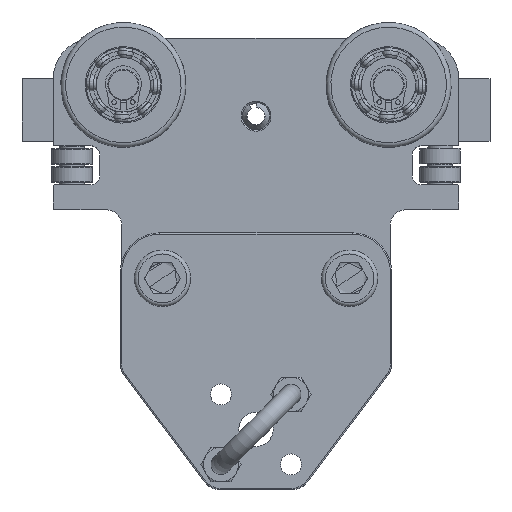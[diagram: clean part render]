
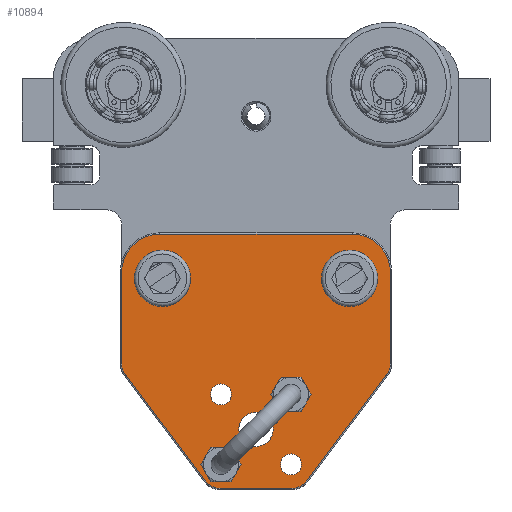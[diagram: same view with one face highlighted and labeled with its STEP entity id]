
A CAD part, top view. The second image highlights one B-rep face of the part: STEP entity #10894.
In plain terms, the highlighted face is planar.
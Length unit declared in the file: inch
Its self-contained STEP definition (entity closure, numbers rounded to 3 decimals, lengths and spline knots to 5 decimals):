
#1068=FACE_BOUND('',#2589,.T.);
#1069=FACE_BOUND('',#2590,.T.);
#1070=FACE_BOUND('',#2591,.T.);
#1071=FACE_BOUND('',#2592,.T.);
#1072=FACE_BOUND('',#2593,.T.);
#1073=FACE_BOUND('',#2594,.T.);
#1074=FACE_BOUND('',#2595,.T.);
#1211=PLANE('',#12388);
#1890=FACE_OUTER_BOUND('',#2588,.T.);
#2588=EDGE_LOOP('',(#9310,#9311,#9312,#9313,#9314,#9315,#9316,#9317,#9318,
#9319,#9320,#9321));
#2589=EDGE_LOOP('',(#9322,#9323));
#2590=EDGE_LOOP('',(#9324,#9325));
#2591=EDGE_LOOP('',(#9326,#9327));
#2592=EDGE_LOOP('',(#9328,#9329));
#2593=EDGE_LOOP('',(#9330,#9331));
#2594=EDGE_LOOP('',(#9332,#9333));
#2595=EDGE_LOOP('',(#9334,#9335));
#3057=LINE('',#23729,#3483);
#3058=LINE('',#23737,#3484);
#3059=LINE('',#23745,#3485);
#3061=LINE('',#23757,#3487);
#3063=LINE('',#23769,#3489);
#3064=LINE('',#23777,#3490);
#3483=VECTOR('',#14966,0.3937);
#3484=VECTOR('',#14977,0.3937);
#3485=VECTOR('',#14988,0.3937);
#3487=VECTOR('',#15002,0.3937);
#3489=VECTOR('',#15016,0.3937);
#3490=VECTOR('',#15027,0.3937);
#4215=CIRCLE('',#12352,0.48438);
#4219=CIRCLE('',#12358,0.48438);
#4222=CIRCLE('',#12363,0.23438);
#4226=CIRCLE('',#12369,0.23438);
#4230=CIRCLE('',#12375,0.23438);
#4234=CIRCLE('',#12381,0.23438);
#4235=CIRCLE('',#12389,0.133);
#4236=CIRCLE('',#12390,0.133);
#4237=CIRCLE('',#12391,0.133);
#4238=CIRCLE('',#12392,0.133);
#4239=CIRCLE('',#12393,0.133);
#4240=CIRCLE('',#12394,0.133);
#4241=CIRCLE('',#12395,0.133);
#4242=CIRCLE('',#12396,0.133);
#4243=CIRCLE('',#12397,0.2165);
#4244=CIRCLE('',#12398,0.2165);
#4245=CIRCLE('',#12399,0.2655);
#4246=CIRCLE('',#12400,0.2655);
#4247=CIRCLE('',#12401,0.2655);
#4248=CIRCLE('',#12402,0.2655);
#5114=VERTEX_POINT('',#23721);
#5115=VERTEX_POINT('',#23723);
#5116=VERTEX_POINT('',#23727);
#5117=VERTEX_POINT('',#23731);
#5118=VERTEX_POINT('',#23735);
#5119=VERTEX_POINT('',#23739);
#5120=VERTEX_POINT('',#23743);
#5121=VERTEX_POINT('',#23747);
#5123=VERTEX_POINT('',#23753);
#5125=VERTEX_POINT('',#23759);
#5127=VERTEX_POINT('',#23765);
#5129=VERTEX_POINT('',#23771);
#5131=VERTEX_POINT('',#23790);
#5132=VERTEX_POINT('',#23791);
#5133=VERTEX_POINT('',#23794);
#5134=VERTEX_POINT('',#23795);
#5135=VERTEX_POINT('',#23798);
#5136=VERTEX_POINT('',#23799);
#5137=VERTEX_POINT('',#23802);
#5138=VERTEX_POINT('',#23803);
#5139=VERTEX_POINT('',#23806);
#5140=VERTEX_POINT('',#23807);
#5141=VERTEX_POINT('',#23810);
#5142=VERTEX_POINT('',#23811);
#5143=VERTEX_POINT('',#23814);
#5144=VERTEX_POINT('',#23815);
#6547=EDGE_CURVE('',#5114,#5115,#4215,.T.);
#6550=EDGE_CURVE('',#5115,#5116,#3057,.T.);
#6552=EDGE_CURVE('',#5116,#5117,#4219,.T.);
#6554=EDGE_CURVE('',#5117,#5118,#3058,.T.);
#6556=EDGE_CURVE('',#5118,#5119,#4222,.T.);
#6558=EDGE_CURVE('',#5119,#5120,#3059,.T.);
#6561=EDGE_CURVE('',#5120,#5121,#4226,.T.);
#6564=EDGE_CURVE('',#5121,#5123,#3061,.T.);
#6567=EDGE_CURVE('',#5123,#5125,#4230,.T.);
#6570=EDGE_CURVE('',#5125,#5127,#3063,.T.);
#6573=EDGE_CURVE('',#5127,#5129,#4234,.T.);
#6574=EDGE_CURVE('',#5129,#5114,#3064,.T.);
#6581=EDGE_CURVE('',#5131,#5132,#4235,.T.);
#6582=EDGE_CURVE('',#5132,#5131,#4236,.T.);
#6583=EDGE_CURVE('',#5133,#5134,#4237,.T.);
#6584=EDGE_CURVE('',#5134,#5133,#4238,.T.);
#6585=EDGE_CURVE('',#5135,#5136,#4239,.T.);
#6586=EDGE_CURVE('',#5136,#5135,#4240,.T.);
#6587=EDGE_CURVE('',#5137,#5138,#4241,.T.);
#6588=EDGE_CURVE('',#5138,#5137,#4242,.T.);
#6589=EDGE_CURVE('',#5139,#5140,#4243,.T.);
#6590=EDGE_CURVE('',#5140,#5139,#4244,.T.);
#6591=EDGE_CURVE('',#5141,#5142,#4245,.T.);
#6592=EDGE_CURVE('',#5142,#5141,#4246,.T.);
#6593=EDGE_CURVE('',#5143,#5144,#4247,.T.);
#6594=EDGE_CURVE('',#5144,#5143,#4248,.T.);
#9310=ORIENTED_EDGE('',*,*,#6547,.F.);
#9311=ORIENTED_EDGE('',*,*,#6574,.F.);
#9312=ORIENTED_EDGE('',*,*,#6573,.F.);
#9313=ORIENTED_EDGE('',*,*,#6570,.F.);
#9314=ORIENTED_EDGE('',*,*,#6567,.F.);
#9315=ORIENTED_EDGE('',*,*,#6564,.F.);
#9316=ORIENTED_EDGE('',*,*,#6561,.F.);
#9317=ORIENTED_EDGE('',*,*,#6558,.F.);
#9318=ORIENTED_EDGE('',*,*,#6556,.F.);
#9319=ORIENTED_EDGE('',*,*,#6554,.F.);
#9320=ORIENTED_EDGE('',*,*,#6552,.F.);
#9321=ORIENTED_EDGE('',*,*,#6550,.F.);
#9322=ORIENTED_EDGE('',*,*,#6581,.T.);
#9323=ORIENTED_EDGE('',*,*,#6582,.T.);
#9324=ORIENTED_EDGE('',*,*,#6583,.T.);
#9325=ORIENTED_EDGE('',*,*,#6584,.T.);
#9326=ORIENTED_EDGE('',*,*,#6585,.T.);
#9327=ORIENTED_EDGE('',*,*,#6586,.T.);
#9328=ORIENTED_EDGE('',*,*,#6587,.T.);
#9329=ORIENTED_EDGE('',*,*,#6588,.T.);
#9330=ORIENTED_EDGE('',*,*,#6589,.T.);
#9331=ORIENTED_EDGE('',*,*,#6590,.T.);
#9332=ORIENTED_EDGE('',*,*,#6591,.T.);
#9333=ORIENTED_EDGE('',*,*,#6592,.T.);
#9334=ORIENTED_EDGE('',*,*,#6593,.T.);
#9335=ORIENTED_EDGE('',*,*,#6594,.T.);
#10894=ADVANCED_FACE('',(#1890,#1068,#1069,#1070,#1071,#1072,#1073,#1074),
#1211,.T.);
#12352=AXIS2_PLACEMENT_3D('',#23724,#14958,#14959);
#12358=AXIS2_PLACEMENT_3D('',#23733,#14971,#14972);
#12363=AXIS2_PLACEMENT_3D('',#23741,#14982,#14983);
#12369=AXIS2_PLACEMENT_3D('',#23751,#14995,#14996);
#12375=AXIS2_PLACEMENT_3D('',#23763,#15009,#15010);
#12381=AXIS2_PLACEMENT_3D('',#23775,#15023,#15024);
#12388=AXIS2_PLACEMENT_3D('',#23789,#15044,#15045);
#12389=AXIS2_PLACEMENT_3D('',#23792,#15046,#15047);
#12390=AXIS2_PLACEMENT_3D('',#23793,#15048,#15049);
#12391=AXIS2_PLACEMENT_3D('',#23796,#15050,#15051);
#12392=AXIS2_PLACEMENT_3D('',#23797,#15052,#15053);
#12393=AXIS2_PLACEMENT_3D('',#23800,#15054,#15055);
#12394=AXIS2_PLACEMENT_3D('',#23801,#15056,#15057);
#12395=AXIS2_PLACEMENT_3D('',#23804,#15058,#15059);
#12396=AXIS2_PLACEMENT_3D('',#23805,#15060,#15061);
#12397=AXIS2_PLACEMENT_3D('',#23808,#15062,#15063);
#12398=AXIS2_PLACEMENT_3D('',#23809,#15064,#15065);
#12399=AXIS2_PLACEMENT_3D('',#23812,#15066,#15067);
#12400=AXIS2_PLACEMENT_3D('',#23813,#15068,#15069);
#12401=AXIS2_PLACEMENT_3D('',#23816,#15070,#15071);
#12402=AXIS2_PLACEMENT_3D('',#23817,#15072,#15073);
#14958=DIRECTION('center_axis',(-1.,0.,0.));
#14959=DIRECTION('ref_axis',(0.,0.707,0.707));
#14966=DIRECTION('',(0.,0.,-1.));
#14971=DIRECTION('center_axis',(-1.,0.,0.));
#14972=DIRECTION('ref_axis',(0.,0.707,-0.707));
#14977=DIRECTION('',(0.,-1.,0.));
#14982=DIRECTION('center_axis',(-1.,0.,0.));
#14983=DIRECTION('ref_axis',(0.,-0.317,-0.948));
#14988=DIRECTION('',(0.,-0.799,0.602));
#14995=DIRECTION('center_axis',(-1.,0.,0.));
#14996=DIRECTION('ref_axis',(0.,-0.895,-0.446));
#15002=DIRECTION('',(0.,0.,1.));
#15009=DIRECTION('center_axis',(-1.,0.,0.));
#15010=DIRECTION('ref_axis',(0.,-0.895,0.446));
#15016=DIRECTION('',(0.,0.799,0.602));
#15023=DIRECTION('center_axis',(-1.,0.,0.));
#15024=DIRECTION('ref_axis',(0.,-0.317,0.948));
#15027=DIRECTION('',(0.,1.,0.));
#15044=DIRECTION('center_axis',(1.,0.,0.));
#15045=DIRECTION('ref_axis',(0.,0.,-1.));
#15046=DIRECTION('center_axis',(-1.,0.,0.));
#15047=DIRECTION('ref_axis',(0.,0.,-1.));
#15048=DIRECTION('center_axis',(-1.,0.,0.));
#15049=DIRECTION('ref_axis',(0.,0.,-1.));
#15050=DIRECTION('center_axis',(-1.,0.,0.));
#15051=DIRECTION('ref_axis',(0.,0.,-1.));
#15052=DIRECTION('center_axis',(-1.,0.,0.));
#15053=DIRECTION('ref_axis',(0.,0.,-1.));
#15054=DIRECTION('center_axis',(-1.,0.,0.));
#15055=DIRECTION('ref_axis',(0.,0.,-1.));
#15056=DIRECTION('center_axis',(-1.,0.,0.));
#15057=DIRECTION('ref_axis',(0.,0.,-1.));
#15058=DIRECTION('center_axis',(-1.,0.,0.));
#15059=DIRECTION('ref_axis',(0.,0.,-1.));
#15060=DIRECTION('center_axis',(-1.,0.,0.));
#15061=DIRECTION('ref_axis',(0.,0.,-1.));
#15062=DIRECTION('center_axis',(-1.,0.,0.));
#15063=DIRECTION('ref_axis',(0.,0.,-1.));
#15064=DIRECTION('center_axis',(-1.,0.,0.));
#15065=DIRECTION('ref_axis',(0.,0.,-1.));
#15066=DIRECTION('center_axis',(-1.,0.,0.));
#15067=DIRECTION('ref_axis',(0.,0.,-1.));
#15068=DIRECTION('center_axis',(-1.,0.,0.));
#15069=DIRECTION('ref_axis',(0.,0.,-1.));
#15070=DIRECTION('center_axis',(-1.,0.,0.));
#15071=DIRECTION('ref_axis',(0.,0.,-1.));
#15072=DIRECTION('center_axis',(-1.,0.,0.));
#15073=DIRECTION('ref_axis',(0.,0.,-1.));
#23721=CARTESIAN_POINT('',(0.125,1.1203,3.40858));
#23723=CARTESIAN_POINT('',(0.125,1.60468,2.9242));
#23724=CARTESIAN_POINT('Origin',(0.125,1.1203,2.9242));
#23727=CARTESIAN_POINT('',(0.125,1.60468,0.5));
#23729=CARTESIAN_POINT('',(0.125,1.60468,0.));
#23731=CARTESIAN_POINT('',(0.125,1.1203,0.01563));
#23733=CARTESIAN_POINT('Origin',(0.125,1.1203,0.5));
#23735=CARTESIAN_POINT('',(0.125,-0.032,0.01563));
#23737=CARTESIAN_POINT('',(0.125,0.81015,0.01563));
#23739=CARTESIAN_POINT('',(0.125,-0.17305,0.06282));
#23741=CARTESIAN_POINT('Origin',(0.125,-0.032,0.25));
#23743=CARTESIAN_POINT('',(0.125,-1.51135,1.0713));
#23745=CARTESIAN_POINT('',(0.125,-0.30496,0.16222));
#23747=CARTESIAN_POINT('',(0.125,-1.60468,1.25848));
#23751=CARTESIAN_POINT('Origin',(0.125,-1.3703,1.25848));
#23753=CARTESIAN_POINT('',(0.125,-1.60468,2.16572));
#23757=CARTESIAN_POINT('',(0.125,-1.60468,0.));
#23759=CARTESIAN_POINT('',(0.125,-1.51135,2.3529));
#23763=CARTESIAN_POINT('Origin',(0.125,-1.3703,2.16572));
#23765=CARTESIAN_POINT('',(0.125,-0.17305,3.36138));
#23769=CARTESIAN_POINT('',(0.125,-1.12785,2.64189));
#23771=CARTESIAN_POINT('',(0.125,-0.032,3.40858));
#23775=CARTESIAN_POINT('Origin',(0.125,-0.032,3.1742));
#23777=CARTESIAN_POINT('',(0.125,0.81015,3.40858));
#23789=CARTESIAN_POINT('Origin',(0.125,1.6203,0.));
#23790=CARTESIAN_POINT('',(0.125,-1.3023,1.1371));
#23791=CARTESIAN_POINT('',(0.125,-1.3023,1.4031));
#23792=CARTESIAN_POINT('Origin',(0.125,-1.3023,1.2701));
#23793=CARTESIAN_POINT('Origin',(0.125,-1.3023,1.2701));
#23794=CARTESIAN_POINT('',(0.125,-0.4184,2.021));
#23795=CARTESIAN_POINT('',(0.125,-0.4184,2.287));
#23796=CARTESIAN_POINT('Origin',(0.125,-0.4184,2.154));
#23797=CARTESIAN_POINT('Origin',(0.125,-0.4184,2.154));
#23798=CARTESIAN_POINT('',(0.125,-0.4184,1.1371));
#23799=CARTESIAN_POINT('',(0.125,-0.4184,1.4031));
#23800=CARTESIAN_POINT('Origin',(0.125,-0.4184,1.2701));
#23801=CARTESIAN_POINT('Origin',(0.125,-0.4184,1.2701));
#23802=CARTESIAN_POINT('',(0.125,-1.3023,2.021));
#23803=CARTESIAN_POINT('',(0.125,-1.3023,2.287));
#23804=CARTESIAN_POINT('Origin',(0.125,-1.3023,2.154));
#23805=CARTESIAN_POINT('Origin',(0.125,-1.3023,2.154));
#23806=CARTESIAN_POINT('',(0.125,-0.8604,1.4956));
#23807=CARTESIAN_POINT('',(0.125,-0.8604,1.9286));
#23808=CARTESIAN_POINT('Origin',(0.125,-0.8604,1.7121));
#23809=CARTESIAN_POINT('Origin',(0.125,-0.8604,1.7121));
#23810=CARTESIAN_POINT('',(0.125,1.0455,2.6277));
#23811=CARTESIAN_POINT('',(0.125,1.0455,3.1587));
#23812=CARTESIAN_POINT('Origin',(0.125,1.0455,2.8932));
#23813=CARTESIAN_POINT('Origin',(0.125,1.0455,2.8932));
#23814=CARTESIAN_POINT('',(0.125,1.0455,0.2655));
#23815=CARTESIAN_POINT('',(0.125,1.0455,0.7965));
#23816=CARTESIAN_POINT('Origin',(0.125,1.0455,0.531));
#23817=CARTESIAN_POINT('Origin',(0.125,1.0455,0.531));
